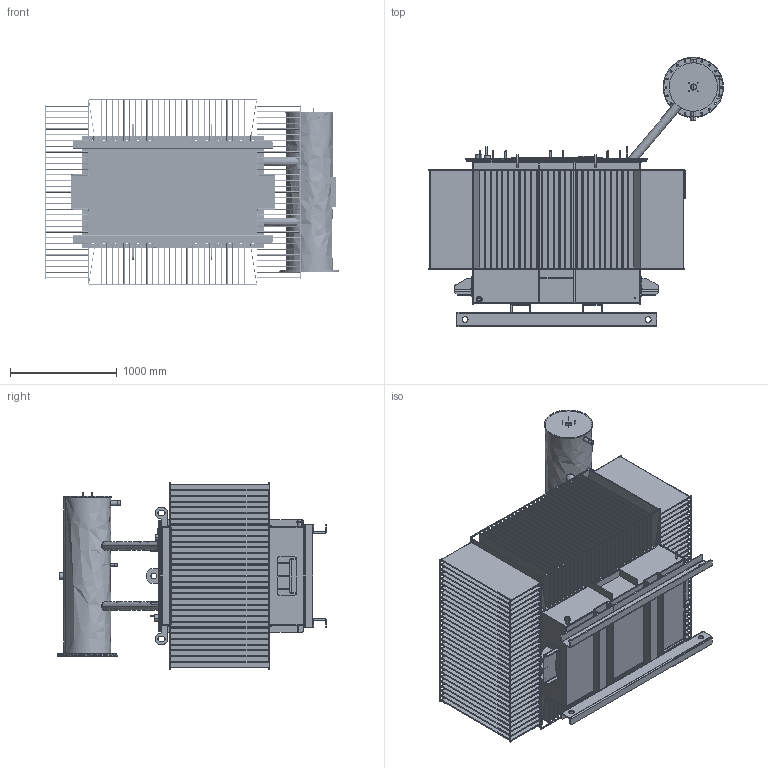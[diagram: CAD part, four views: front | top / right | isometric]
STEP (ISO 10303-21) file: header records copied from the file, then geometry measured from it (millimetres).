
FILE_DESCRIPTION(('FreeCAD Model'),'2;1');
FILE_NAME('Open CASCADE Shape Model','2025-05-07T21:11:17',('FreeCAD'),( 'FreeCAD'),'Open CASCADE STEP processor 7.6','FreeCAD','Unknown');
FILE_SCHEMA(('AUTOMOTIVE_DESIGN { 1 0 10303 214 1 1 1 1 }'));
Products named in the file (1): Open CASCADE STEP translator 7.6 1
Bounding box: 2766.57 x 2530.92 x 1746.85 mm (x, y, z)
Volume: 236779838.9 mm3; surface area: 210273074.8 mm2
Topology: 87 solids, 89 shells, 4206 faces, 11112 edges, 6748 vertices
Faces by surface type: bspline 4206
Entity records: 193360 total; most frequent: CARTESIAN_POINT 132181, ORIENTED_EDGE 21272, EDGE_CURVE 10640, B_SPLINE_CURVE_WITH_KNOTS 7130, VERTEX_POINT 6748, FACE_BOUND 4764, EDGE_LOOP 4764, ADVANCED_FACE 4206
